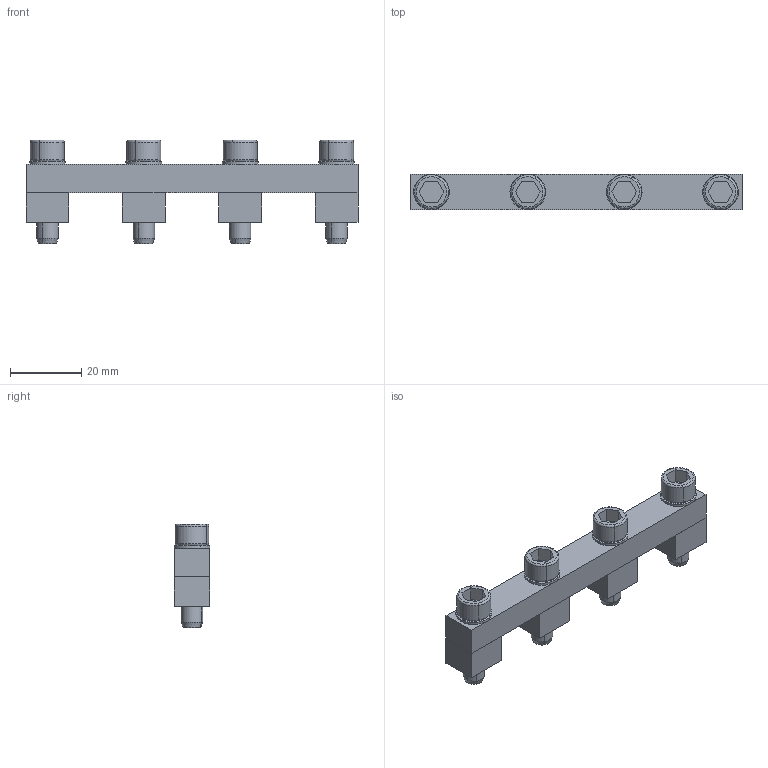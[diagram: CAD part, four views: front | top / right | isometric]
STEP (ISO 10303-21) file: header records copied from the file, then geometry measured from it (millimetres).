
FILE_DESCRIPTION(('CATIA V5R22 STEP214','CAx-IF Rec.Pracs.--- Model Styling and Organization---1.4--- 2014-01-23'),'2;1');
FILE_NAME ('022967-8_1_1826910000_1826910000.stp','2021-12-07T13:33:51+00:00',('none'),('Weidmueller'),'CATIA Version 5-6 Release 2016 SP3 HF44','CATIA V5 STEP AP214','none');
FILE_SCHEMA(('AUTOMOTIVE_DESIGN { 1 0 10303 214 1 1 1 1 }'));
Length unit declared in the file: millimetre
Products named in the file (1): 33963_WQV95N_120N_4_AllCATPart
Bounding box: 93 x 10 x 29 mm (x, y, z)
Volume: 12563.8 mm3; surface area: 10314.4 mm2
Topology: 13 solids, 13 shells, 190 faces, 416 edges, 252 vertices
Faces by surface type: plane 70, cylinder 64, cone 32, torus 24
Entity records: 4758 total; most frequent: ORIENTED_EDGE 832, CARTESIAN_POINT 799, DIRECTION 676, EDGE_CURVE 416, AXIS2_PLACEMENT_3D 319, VERTEX_POINT 252, VECTOR 228, LINE 228
